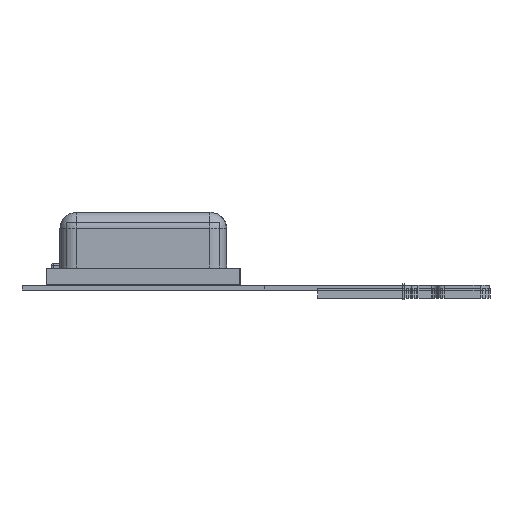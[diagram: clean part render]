
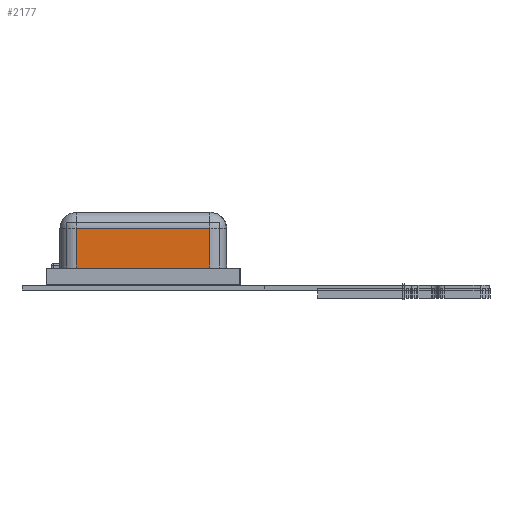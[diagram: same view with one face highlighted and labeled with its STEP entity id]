
A CAD part, left-side view. The second image highlights one B-rep face of the part: STEP entity #2177.
In plain terms, the highlighted face is planar.
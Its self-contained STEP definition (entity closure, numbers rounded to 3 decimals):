
#1828 = VERTEX_POINT('',#1829);
#1829 = CARTESIAN_POINT('',(-2.495,0.85,0.205));
#1861 = VERTEX_POINT('',#1862);
#1862 = CARTESIAN_POINT('',(-2.495,0.25,0.205));
#1878 = EDGE_CURVE('',#1828,#1861,#1879,.T.);
#1879 = LINE('',#1880,#1881);
#1880 = CARTESIAN_POINT('',(-2.495,0.25,0.205));
#1881 = VECTOR('',#1882,1.);
#1882 = DIRECTION('',(0.,-1.,0.));
#1904 = VERTEX_POINT('',#1905);
#1905 = CARTESIAN_POINT('',(-0.455,0.85,0.205));
#1930 = VERTEX_POINT('',#1931);
#1931 = CARTESIAN_POINT('',(-0.455,0.25,0.205));
#1938 = EDGE_CURVE('',#1930,#1904,#1939,.T.);
#1939 = LINE('',#1940,#1941);
#1940 = CARTESIAN_POINT('',(-0.455,0.25,0.205));
#1941 = VECTOR('',#1942,1.);
#1942 = DIRECTION('',(0.,1.,0.));
#1967 = EDGE_CURVE('',#1904,#1828,#1968,.T.);
#1968 = LINE('',#1969,#1970);
#1969 = CARTESIAN_POINT('',(-0.84,0.85,0.205));
#1970 = VECTOR('',#1971,1.);
#1971 = DIRECTION('',(-1.,0.,0.));
#2177 = ADVANCED_FACE('',(#2178),#2189,.T.);
#2178 = FACE_BOUND('',#2179,.T.);
#2179 = EDGE_LOOP('',(#2180,#2181,#2182,#2183));
#2180 = ORIENTED_EDGE('',*,*,#1878,.F.);
#2181 = ORIENTED_EDGE('',*,*,#1967,.F.);
#2182 = ORIENTED_EDGE('',*,*,#1938,.F.);
#2183 = ORIENTED_EDGE('',*,*,#2184,.T.);
#2184 = EDGE_CURVE('',#1930,#1861,#2185,.T.);
#2185 = LINE('',#2186,#2187);
#2186 = CARTESIAN_POINT('',(-0.205,0.25,0.205));
#2187 = VECTOR('',#2188,1.);
#2188 = DIRECTION('',(-1.,0.,0.));
#2189 = PLANE('',#2190);
#2190 = AXIS2_PLACEMENT_3D('',#2191,#2192,#2193);
#2191 = CARTESIAN_POINT('',(-0.205,0.25,0.205));
#2192 = DIRECTION('',(0.,0.,-1.));
#2193 = DIRECTION('',(-1.,0.,0.));
